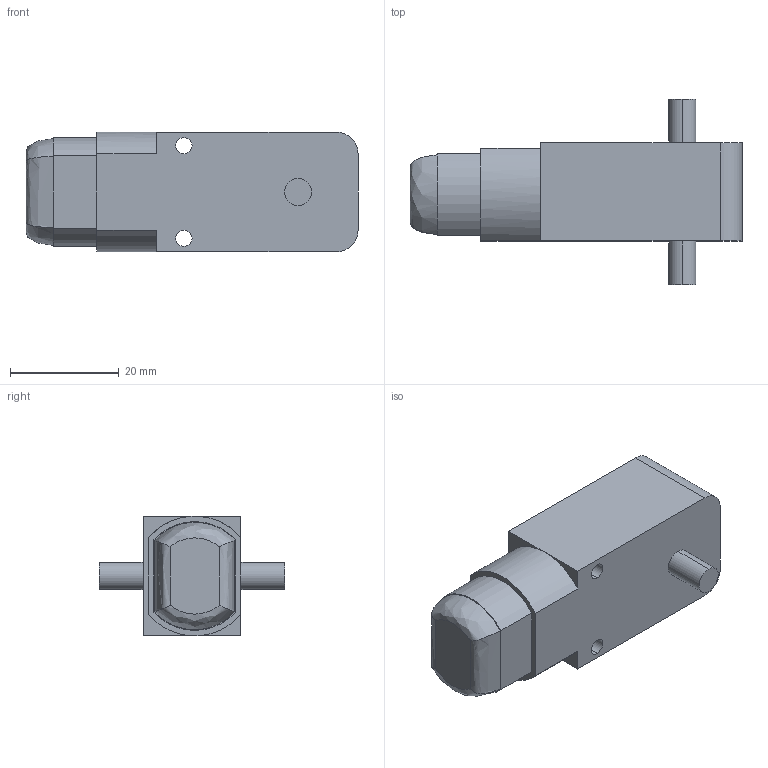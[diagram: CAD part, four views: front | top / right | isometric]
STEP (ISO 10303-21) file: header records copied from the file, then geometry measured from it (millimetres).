
FILE_DESCRIPTION (( 'STEP AP214' ), '1' );
FILE_NAME ('Motoreductor_amarillo.STEP', '2024-01-29T17:50:21', ( '' ), ( '' ), 'SwSTEP 2.0', 'SolidWorks 2022', '' );
FILE_SCHEMA (( 'AUTOMOTIVE_DESIGN' ));
Length unit declared in the file: millimetre
Products named in the file (1): Motoreductor_amarillo
Bounding box: 61 x 34 x 22 mm (x, y, z)
Volume: 21530.7 mm3; surface area: 6174.6 mm2
Topology: 2 solids, 2 shells, 37 faces, 87 edges, 57 vertices
Faces by surface type: plane 17, cylinder 16, bspline 4
Entity records: 1656 total; most frequent: CARTESIAN_POINT 621, DIRECTION 176, ORIENTED_EDGE 174, EDGE_CURVE 87, AXIS2_PLACEMENT_3D 67, VERTEX_POINT 57, EDGE_LOOP 44, LINE 42
